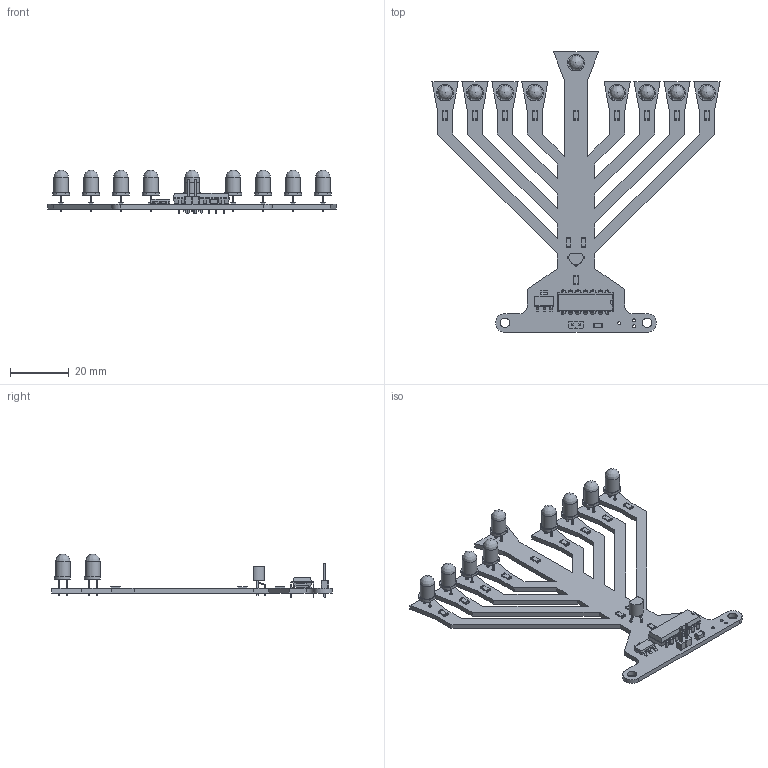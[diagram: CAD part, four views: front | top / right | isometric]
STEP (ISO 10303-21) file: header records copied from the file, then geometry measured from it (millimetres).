
FILE_DESCRIPTION(('KiCad electronic assembly'),'2;1');
FILE_NAME('Hanukkah.step','2019-12-02T00:33:09',('An Author'),( 'A Company'),'Open CASCADE STEP processor 6.9', 'KiCad to STEP converter','Unknown');
FILE_SCHEMA(('AUTOMOTIVE_DESIGN { 1 0 10303 214 1 1 1 1 }'));
Length unit declared in the file: millimetre
Products named in the file (16): Open CASCADE STEP translator 6.9 1; SOT-223; SOLID; C_1206_3216Metric; DIP-14_W7.62mm; R_1206_3216Metric; TO-92_Wide; LED_D5.0mm; PinHeader_1x02_P2.54mm_Vertical; COMPOUND
Assembly tree (34 placements, depth 3):
  Open CASCADE STEP translator 6.9 1
    SOT-223
      SOLID
    C_1206_3216Metric
      SOLID
    DIP-14_W7.62mm
      SOLID
    R_1206_3216Metric  x12
      SOLID
    TO-92_Wide
      SOLID
    LED_D5.0mm  x9
      SOLID
    PinHeader_1x02_P2.54mm_Vertical
      SOLID
    COMPOUND
Bounding box: 97.79 x 95.25 x 14.9 mm (x, y, z)
Volume: 7334.7 mm3; surface area: 11472.3 mm2
Topology: 27 solids, 27 shells, 1023 faces, 2659 edges, 1717 vertices
Faces by surface type: bspline 895, plane 82, cylinder 46
Full cylindrical faces by diameter (mm): 0.8 x17, 0.9 x18, 0.991 x3, 1 x2, 3.2 x2
Entity records: 40968 total; most frequent: CARTESIAN_POINT 13141, B_SPLINE_CURVE_WITH_KNOTS 3480, ORIENTED_EDGE 3260, PCURVE 3260, DEFINITIONAL_REPRESENTATION 3260, EDGE_CURVE 1630, SURFACE_CURVE 1586, DIRECTION 1552
